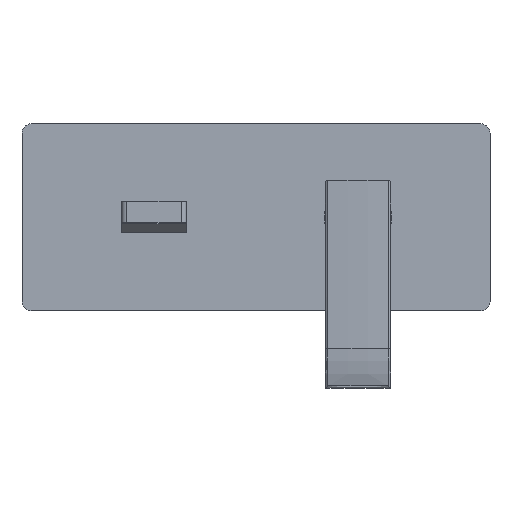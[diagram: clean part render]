
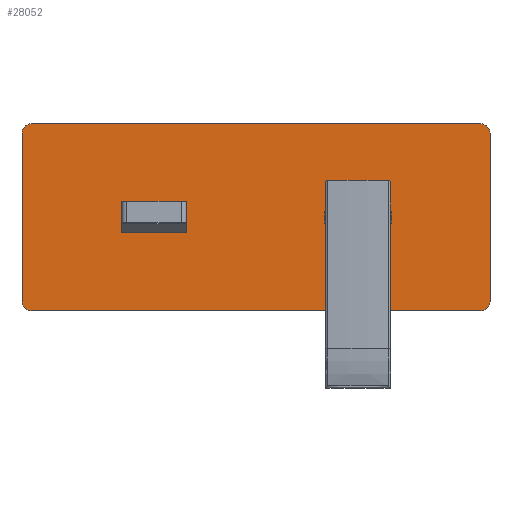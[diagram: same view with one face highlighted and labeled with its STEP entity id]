
A CAD part, top view. The second image highlights one B-rep face of the part: STEP entity #28052.
In plain terms, the highlighted planar face has unit normal (0, 0, 1).
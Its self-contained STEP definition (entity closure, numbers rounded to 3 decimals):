
#25286=CARTESIAN_POINT('',(65.5,45.,56.5));
#25287=DIRECTION('',(0.,0.,1.));
#25288=DIRECTION('',(1.,0.,0.));
#25289=AXIS2_PLACEMENT_3D('',#25286,#25287,#25288);
#25291=DIRECTION('',(0.,1.,0.));
#25292=VECTOR('',#25291,90.);
#25293=CARTESIAN_POINT('',(70.5,-45.,56.5));
#25294=LINE('',#25293,#25292);
#25295=CARTESIAN_POINT('',(65.5,-45.,56.5));
#25296=DIRECTION('',(0.,0.,1.));
#25297=DIRECTION('',(0.,-1.,0.));
#25298=AXIS2_PLACEMENT_3D('',#25295,#25296,#25297);
#25300=DIRECTION('',(1.,0.,0.));
#25301=VECTOR('',#25300,240.);
#25302=CARTESIAN_POINT('',(-174.5,-50.,56.5));
#25303=LINE('',#25302,#25301);
#25304=CARTESIAN_POINT('',(-174.5,-45.,56.5));
#25305=DIRECTION('',(0.,0.,1.));
#25306=DIRECTION('',(-1.,0.,0.));
#25307=AXIS2_PLACEMENT_3D('',#25304,#25305,#25306);
#25309=DIRECTION('',(0.,-1.,0.));
#25310=VECTOR('',#25309,90.);
#25311=CARTESIAN_POINT('',(-179.5,45.,56.5));
#25312=LINE('',#25311,#25310);
#25313=CARTESIAN_POINT('',(-174.5,45.,56.5));
#25314=DIRECTION('',(0.,0.,1.));
#25315=DIRECTION('',(0.,1.,0.));
#25316=AXIS2_PLACEMENT_3D('',#25313,#25314,#25315);
#25318=DIRECTION('',(-1.,0.,0.));
#25319=VECTOR('',#25318,240.);
#25320=CARTESIAN_POINT('',(65.5,50.,56.5));
#25321=LINE('',#25320,#25319);
#25322=CARTESIAN_POINT('',(0.,0.,56.5));
#25323=DIRECTION('',(0.,0.,-1.));
#25324=DIRECTION('',(1.,0.,0.));
#25325=AXIS2_PLACEMENT_3D('',#25322,#25323,#25324);
#25327=CARTESIAN_POINT('',(0.,0.,56.5));
#25328=DIRECTION('',(0.,0.,-1.));
#25329=DIRECTION('',(-1.,0.,0.));
#25330=AXIS2_PLACEMENT_3D('',#25327,#25328,#25329);
#25332=DIRECTION('',(1.,0.,0.));
#25333=VECTOR('',#25332,35.);
#25334=CARTESIAN_POINT('',(-126.5,-8.25,56.5));
#25335=LINE('',#25334,#25333);
#25336=DIRECTION('',(0.,1.,0.));
#25337=VECTOR('',#25336,16.5);
#25338=CARTESIAN_POINT('',(-91.5,-8.25,56.5));
#25339=LINE('',#25338,#25337);
#25340=DIRECTION('',(1.,0.,0.));
#25341=VECTOR('',#25340,35.);
#25342=CARTESIAN_POINT('',(-126.5,8.25,56.5));
#25343=LINE('',#25342,#25341);
#25344=DIRECTION('',(0.,1.,0.));
#25345=VECTOR('',#25344,16.5);
#25346=CARTESIAN_POINT('',(-126.5,-8.25,56.5));
#25347=LINE('',#25346,#25345);
#27425=CARTESIAN_POINT('',(18.,0.,56.5));
#27426=CARTESIAN_POINT('',(-18.,0.,56.5));
#27427=VERTEX_POINT('',#27425);
#27428=VERTEX_POINT('',#27426);
#27433=CARTESIAN_POINT('',(70.5,45.,56.5));
#27434=VERTEX_POINT('',#27433);
#27435=CARTESIAN_POINT('',(65.5,50.,56.5));
#27436=VERTEX_POINT('',#27435);
#27441=CARTESIAN_POINT('',(-174.5,50.,56.5));
#27442=VERTEX_POINT('',#27441);
#27443=CARTESIAN_POINT('',(-179.5,45.,56.5));
#27444=VERTEX_POINT('',#27443);
#27449=CARTESIAN_POINT('',(-179.5,-45.,56.5));
#27450=VERTEX_POINT('',#27449);
#27451=CARTESIAN_POINT('',(-174.5,-50.,56.5));
#27452=VERTEX_POINT('',#27451);
#27457=CARTESIAN_POINT('',(65.5,-50.,56.5));
#27458=VERTEX_POINT('',#27457);
#27459=CARTESIAN_POINT('',(70.5,-45.,56.5));
#27460=VERTEX_POINT('',#27459);
#27567=CARTESIAN_POINT('',(-126.5,-8.25,56.5));
#27568=CARTESIAN_POINT('',(-91.5,-8.25,56.5));
#27569=VERTEX_POINT('',#27567);
#27570=VERTEX_POINT('',#27568);
#27571=CARTESIAN_POINT('',(-126.5,8.25,56.5));
#27572=CARTESIAN_POINT('',(-91.5,8.25,56.5));
#27573=VERTEX_POINT('',#27571);
#27574=VERTEX_POINT('',#27572);
#28015=CARTESIAN_POINT('',(0.,0.,56.5));
#28016=DIRECTION('',(0.,0.,1.));
#28017=DIRECTION('',(1.,0.,0.));
#28018=AXIS2_PLACEMENT_3D('',#28015,#28016,#28017);
#28019=PLANE('',#28018);
#28021=ORIENTED_EDGE('',*,*,#28020,.F.);
#28023=ORIENTED_EDGE('',*,*,#28022,.F.);
#28025=ORIENTED_EDGE('',*,*,#28024,.F.);
#28027=ORIENTED_EDGE('',*,*,#28026,.F.);
#28029=ORIENTED_EDGE('',*,*,#28028,.F.);
#28031=ORIENTED_EDGE('',*,*,#28030,.F.);
#28033=ORIENTED_EDGE('',*,*,#28032,.F.);
#28035=ORIENTED_EDGE('',*,*,#28034,.F.);
#28036=EDGE_LOOP('',(#28021,#28023,#28025,#28027,#28029,#28031,#28033,#28035));
#28037=FACE_OUTER_BOUND('',#28036,.F.);
#28039=ORIENTED_EDGE('',*,*,#28038,.F.);
#28041=ORIENTED_EDGE('',*,*,#28040,.F.);
#28042=EDGE_LOOP('',(#28039,#28041));
#28043=FACE_BOUND('',#28042,.F.);
#28044=ORIENTED_EDGE('',*,*,#27967,.T.);
#28046=ORIENTED_EDGE('',*,*,#28045,.T.);
#28048=ORIENTED_EDGE('',*,*,#28047,.F.);
#28049=ORIENTED_EDGE('',*,*,#27994,.F.);
#28050=EDGE_LOOP('',(#28044,#28046,#28048,#28049));
#28051=FACE_BOUND('',#28050,.F.);
#28052=ADVANCED_FACE('',(#28037,#28043,#28051),#28019,.T.);
#25290=CIRCLE('',#25289,5.);
#25299=CIRCLE('',#25298,5.);
#25308=CIRCLE('',#25307,5.);
#25317=CIRCLE('',#25316,5.);
#25326=CIRCLE('',#25325,18.);
#25331=CIRCLE('',#25330,18.);
#27967=EDGE_CURVE('',#27569,#27570,#25335,.T.);
#27994=EDGE_CURVE('',#27569,#27573,#25347,.T.);
#28020=EDGE_CURVE('',#27434,#27436,#25290,.T.);
#28022=EDGE_CURVE('',#27460,#27434,#25294,.T.);
#28024=EDGE_CURVE('',#27458,#27460,#25299,.T.);
#28026=EDGE_CURVE('',#27452,#27458,#25303,.T.);
#28028=EDGE_CURVE('',#27450,#27452,#25308,.T.);
#28030=EDGE_CURVE('',#27444,#27450,#25312,.T.);
#28032=EDGE_CURVE('',#27442,#27444,#25317,.T.);
#28034=EDGE_CURVE('',#27436,#27442,#25321,.T.);
#28038=EDGE_CURVE('',#27427,#27428,#25326,.T.);
#28040=EDGE_CURVE('',#27428,#27427,#25331,.T.);
#28045=EDGE_CURVE('',#27570,#27574,#25339,.T.);
#28047=EDGE_CURVE('',#27573,#27574,#25343,.T.);
